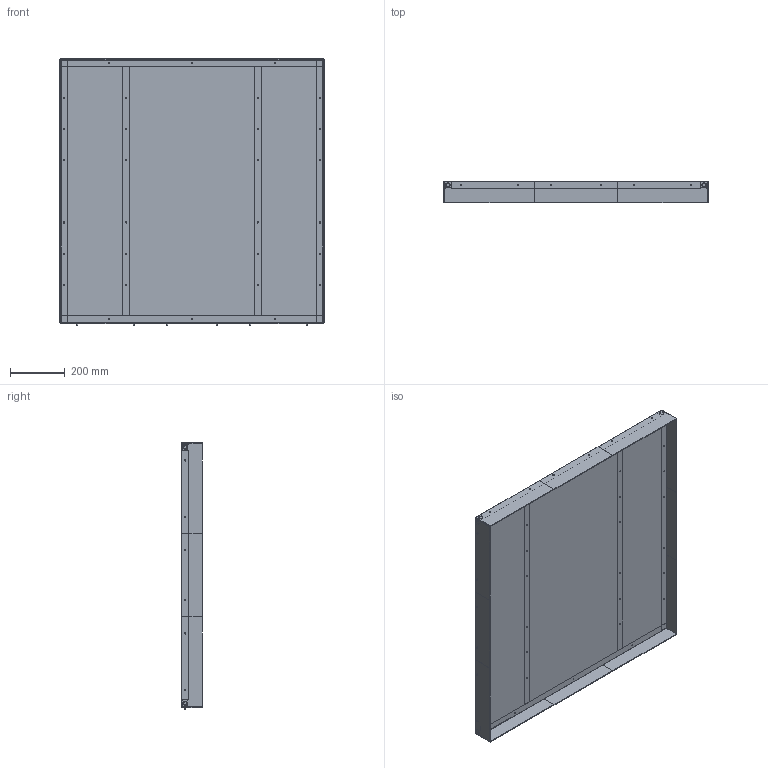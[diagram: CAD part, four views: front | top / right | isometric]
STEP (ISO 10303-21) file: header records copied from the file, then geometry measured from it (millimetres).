
FILE_DESCRIPTION(/* description */ (''),/* implementation_level */ '2;1');
FILE_NAME(/* name */ 'Sheet and Fence.step',/* time_stamp */ '2023-05-02T14:56:27-04:00',/* author */ (''),/* organization */ (''),/* preprocessor_version */ 'ST-DEVELOPER v19.2',/* originating_system */ 'Autodesk Translation Framework v12.4.0.73',/* authorisation */ '');
FILE_SCHEMA (('AUTOMOTIVE_DESIGN { 1 0 10303 214 3 1 1 }'));
Length unit declared in the file: millimetre
Products named in the file (11): Fence; MetalSheetAndFrame; SimplifiedFrame; SimplifiedCubeFastener; SimplifiedCubeFastener_1; SimplifiedCubeFastener_2; SimplifiedCubeFastener_3; 47065T242_T-Slotted Framing; 3ftRail; SingleAcrylicSheet1ft1inch; SingleAcrylicSheet1ft
Assembly tree (28 placements, depth 5):
  Fence
    SingleAcrylicSheet1ft1inch  x8
    SingleAcrylicSheet1ft  x4
    MetalSheetAndFrame
      SimplifiedFrame
        SimplifiedCubeFastener
          47065T242_T-Slotted Framing
        3ftRail  x6
        SimplifiedCubeFastener_1
          47065T242_T-Slotted Framing
        SimplifiedCubeFastener_2
          47065T242_T-Slotted Framing
        SimplifiedCubeFastener_3
          47065T242_T-Slotted Framing
Bounding box: 975 x 76.2 x 980 mm (x, y, z)
Volume: 4633226 mm3; surface area: 3061562 mm2
Topology: 55 solids, 55 shells, 900 faces, 1942 edges, 1140 vertices
Faces by surface type: plane 394, cylinder 354, sphere 120, cone 24, torus 8
Full cylindrical faces by diameter (mm): 4.2 x78, 7.2 x8, 9.45 x8, 10 x12, 11.95 x8, 15.5 x8
Entity records: 8050 total; most frequent: DIRECTION 1513, CARTESIAN_POINT 1259, ORIENTED_EDGE 1146, AXIS2_PLACEMENT_3D 608, EDGE_CURVE 573, EDGE_LOOP 379, VERTEX_POINT 354, LINE 297
